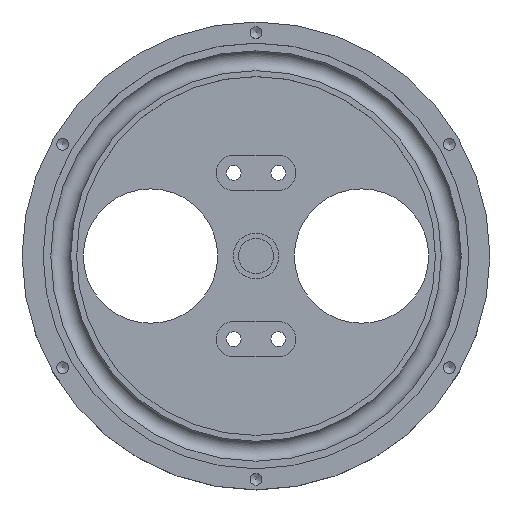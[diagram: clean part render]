
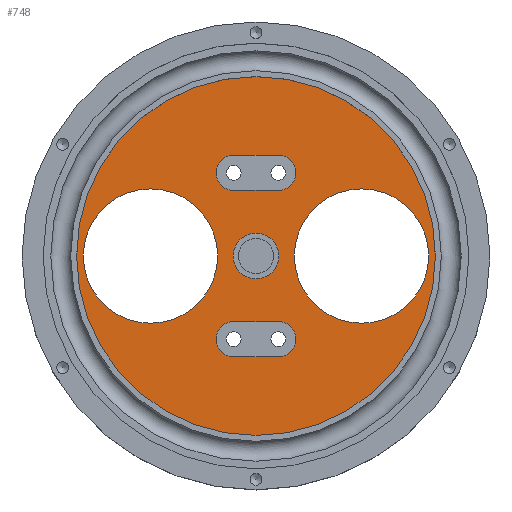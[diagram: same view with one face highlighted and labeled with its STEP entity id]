
A CAD part, top view. The second image highlights one B-rep face of the part: STEP entity #748.
In plain terms, the highlighted planar face has unit normal (0, 0, 1).
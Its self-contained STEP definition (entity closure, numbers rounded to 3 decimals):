
#26=FACE_BOUND('',#175,.T.);
#27=FACE_BOUND('',#176,.T.);
#28=FACE_BOUND('',#177,.T.);
#29=FACE_BOUND('',#178,.T.);
#30=FACE_BOUND('',#179,.T.);
#58=PLANE('',#845);
#122=FACE_OUTER_BOUND('',#174,.T.);
#174=EDGE_LOOP('',(#619));
#175=EDGE_LOOP('',(#620));
#176=EDGE_LOOP('',(#621,#622,#623,#624));
#177=EDGE_LOOP('',(#625,#626,#627,#628));
#178=EDGE_LOOP('',(#629));
#179=EDGE_LOOP('',(#630));
#243=LINE('',#1264,#286);
#246=LINE('',#1270,#289);
#249=LINE('',#1286,#292);
#250=LINE('',#1289,#293);
#286=VECTOR('',#1023,10.);
#289=VECTOR('',#1028,10.);
#292=VECTOR('',#1047,10.);
#293=VECTOR('',#1050,10.);
#324=CIRCLE('',#816,5.);
#326=CIRCLE('',#819,5.);
#333=CIRCLE('',#831,19.1);
#338=CIRCLE('',#841,5.);
#341=CIRCLE('',#846,51.);
#342=CIRCLE('',#847,6.5);
#343=CIRCLE('',#848,5.);
#344=CIRCLE('',#849,19.1);
#382=VERTEX_POINT('',#1213);
#383=VERTEX_POINT('',#1214);
#386=VERTEX_POINT('',#1222);
#387=VERTEX_POINT('',#1223);
#395=VERTEX_POINT('',#1247);
#400=VERTEX_POINT('',#1263);
#402=VERTEX_POINT('',#1269);
#405=VERTEX_POINT('',#1281);
#406=VERTEX_POINT('',#1283);
#407=VERTEX_POINT('',#1285);
#408=VERTEX_POINT('',#1287);
#409=VERTEX_POINT('',#1290);
#455=EDGE_CURVE('',#382,#383,#324,.T.);
#459=EDGE_CURVE('',#386,#387,#326,.T.);
#471=EDGE_CURVE('',#395,#395,#333,.T.);
#478=EDGE_CURVE('',#383,#400,#243,.T.);
#481=EDGE_CURVE('',#382,#402,#246,.T.);
#484=EDGE_CURVE('',#402,#400,#338,.T.);
#487=EDGE_CURVE('',#405,#405,#341,.T.);
#488=EDGE_CURVE('',#406,#406,#342,.T.);
#489=EDGE_CURVE('',#386,#407,#249,.T.);
#490=EDGE_CURVE('',#407,#408,#343,.T.);
#491=EDGE_CURVE('',#387,#408,#250,.T.);
#492=EDGE_CURVE('',#409,#409,#344,.T.);
#619=ORIENTED_EDGE('',*,*,#487,.T.);
#620=ORIENTED_EDGE('',*,*,#488,.F.);
#621=ORIENTED_EDGE('',*,*,#478,.F.);
#622=ORIENTED_EDGE('',*,*,#455,.F.);
#623=ORIENTED_EDGE('',*,*,#481,.T.);
#624=ORIENTED_EDGE('',*,*,#484,.T.);
#625=ORIENTED_EDGE('',*,*,#489,.T.);
#626=ORIENTED_EDGE('',*,*,#490,.T.);
#627=ORIENTED_EDGE('',*,*,#491,.F.);
#628=ORIENTED_EDGE('',*,*,#459,.F.);
#629=ORIENTED_EDGE('',*,*,#471,.F.);
#630=ORIENTED_EDGE('',*,*,#492,.T.);
#748=ADVANCED_FACE('',(#122,#26,#27,#28,#29,#30),#58,.T.);
#816=AXIS2_PLACEMENT_3D('',#1215,#968,#969);
#819=AXIS2_PLACEMENT_3D('',#1224,#976,#977);
#831=AXIS2_PLACEMENT_3D('',#1249,#1005,#1006);
#841=AXIS2_PLACEMENT_3D('',#1275,#1033,#1034);
#845=AXIS2_PLACEMENT_3D('',#1280,#1041,#1042);
#846=AXIS2_PLACEMENT_3D('',#1282,#1043,#1044);
#847=AXIS2_PLACEMENT_3D('',#1284,#1045,#1046);
#848=AXIS2_PLACEMENT_3D('',#1288,#1048,#1049);
#849=AXIS2_PLACEMENT_3D('',#1291,#1051,#1052);
#968=DIRECTION('center_axis',(0.,0.,1.));
#969=DIRECTION('ref_axis',(-1.,0.,0.));
#976=DIRECTION('center_axis',(0.,0.,1.));
#977=DIRECTION('ref_axis',(-1.,0.,0.));
#1005=DIRECTION('center_axis',(0.,0.,1.));
#1006=DIRECTION('ref_axis',(-1.,0.,0.));
#1023=DIRECTION('',(1.,0.,0.));
#1028=DIRECTION('',(1.,0.,0.));
#1033=DIRECTION('center_axis',(0.,0.,-1.));
#1034=DIRECTION('ref_axis',(1.,0.,0.));
#1041=DIRECTION('center_axis',(0.,0.,1.));
#1042=DIRECTION('ref_axis',(1.,0.,0.));
#1043=DIRECTION('center_axis',(0.,0.,1.));
#1044=DIRECTION('ref_axis',(1.,0.,0.));
#1045=DIRECTION('center_axis',(0.,0.,1.));
#1046=DIRECTION('ref_axis',(-1.,0.,0.));
#1047=DIRECTION('',(1.,0.,0.));
#1048=DIRECTION('center_axis',(0.,0.,-1.));
#1049=DIRECTION('ref_axis',(1.,0.,0.));
#1050=DIRECTION('',(1.,0.,0.));
#1051=DIRECTION('center_axis',(0.,0.,-1.));
#1052=DIRECTION('ref_axis',(1.,0.,0.));
#1213=CARTESIAN_POINT('',(-6.35,28.65,0.));
#1214=CARTESIAN_POINT('',(-6.35,18.65,0.));
#1215=CARTESIAN_POINT('Origin',(-6.35,23.65,0.));
#1222=CARTESIAN_POINT('',(-6.35,-18.65,0.));
#1223=CARTESIAN_POINT('',(-6.35,-28.65,0.));
#1224=CARTESIAN_POINT('Origin',(-6.35,-23.65,0.));
#1247=CARTESIAN_POINT('',(-10.9,0.,0.));
#1249=CARTESIAN_POINT('Origin',(-30.,0.,0.));
#1263=CARTESIAN_POINT('',(6.35,18.65,0.));
#1264=CARTESIAN_POINT('',(-16.625,18.65,0.));
#1269=CARTESIAN_POINT('',(6.35,28.65,0.));
#1270=CARTESIAN_POINT('',(19.8,28.65,0.));
#1275=CARTESIAN_POINT('Origin',(6.35,23.65,0.));
#1280=CARTESIAN_POINT('Origin',(33.25,0.,0.));
#1281=CARTESIAN_POINT('',(-51.,0.,0.));
#1282=CARTESIAN_POINT('Origin',(0.,0.,0.));
#1283=CARTESIAN_POINT('',(-6.5,0.,0.));
#1284=CARTESIAN_POINT('Origin',(0.,0.,0.));
#1285=CARTESIAN_POINT('',(6.35,-18.65,0.));
#1286=CARTESIAN_POINT('',(19.8,-18.65,0.));
#1287=CARTESIAN_POINT('',(6.35,-28.65,0.));
#1288=CARTESIAN_POINT('Origin',(6.35,-23.65,0.));
#1289=CARTESIAN_POINT('',(-16.625,-28.65,0.));
#1290=CARTESIAN_POINT('',(10.9,0.,0.));
#1291=CARTESIAN_POINT('Origin',(30.,0.,0.));
